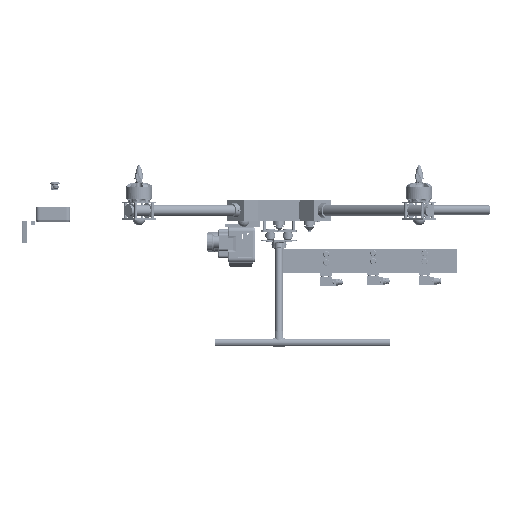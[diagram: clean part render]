
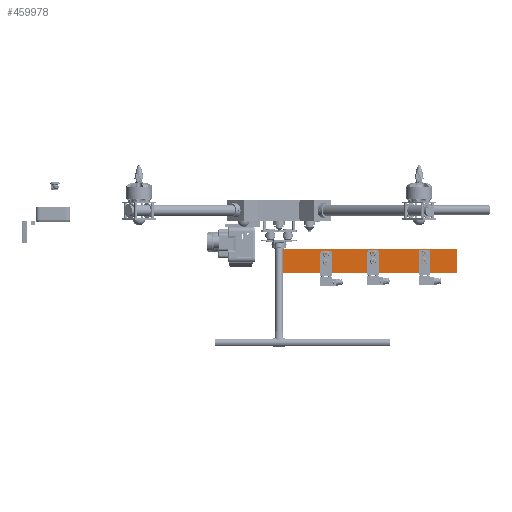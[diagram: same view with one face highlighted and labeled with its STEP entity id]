
A CAD part, left-side view. The second image highlights one B-rep face of the part: STEP entity #459978.
In plain terms, the highlighted planar face has unit normal (-1, 0, 0).
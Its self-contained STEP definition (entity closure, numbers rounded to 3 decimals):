
#459881 = VERTEX_POINT('',#459882);
#459882 = CARTESIAN_POINT('',(-21.5,5.,-88.6));
#459899 = VERTEX_POINT('',#459900);
#459900 = CARTESIAN_POINT('',(-21.5,-305.001,-88.6));
#459906 = EDGE_CURVE('',#459881,#459899,#459907,.T.);
#459907 = LINE('',#459908,#459909);
#459908 = CARTESIAN_POINT('',(-21.5,-5.,-88.6));
#459909 = VECTOR('',#459910,1.);
#459910 = DIRECTION('',(0.,-1.,0.));
#459935 = EDGE_CURVE('',#459936,#459881,#459938,.T.);
#459936 = VERTEX_POINT('',#459937);
#459937 = CARTESIAN_POINT('',(-21.5,5.,-48.6));
#459938 = LINE('',#459939,#459940);
#459939 = CARTESIAN_POINT('',(-21.5,5.,-48.6));
#459940 = VECTOR('',#459941,1.);
#459941 = DIRECTION('',(0.,0.,-1.));
#459978 = ADVANCED_FACE('',(#459979),#459997,.T.);
#459979 = FACE_BOUND('',#459980,.T.);
#459980 = EDGE_LOOP('',(#459981,#459989,#459990,#459991));
#459981 = ORIENTED_EDGE('',*,*,#459982,.F.);
#459982 = EDGE_CURVE('',#459936,#459983,#459985,.T.);
#459983 = VERTEX_POINT('',#459984);
#459984 = CARTESIAN_POINT('',(-21.5,-305.001,-48.6));
#459985 = LINE('',#459986,#459987);
#459986 = CARTESIAN_POINT('',(-21.5,-5.,-48.6));
#459987 = VECTOR('',#459988,1.);
#459988 = DIRECTION('',(0.,-1.,0.));
#459989 = ORIENTED_EDGE('',*,*,#459935,.T.);
#459990 = ORIENTED_EDGE('',*,*,#459906,.T.);
#459991 = ORIENTED_EDGE('',*,*,#459992,.F.);
#459992 = EDGE_CURVE('',#459983,#459899,#459993,.T.);
#459993 = LINE('',#459994,#459995);
#459994 = CARTESIAN_POINT('',(-21.5,-305.001,-86.6));
#459995 = VECTOR('',#459996,1.);
#459996 = DIRECTION('',(0.,0.,-1.));
#459997 = PLANE('',#459998);
#459998 = AXIS2_PLACEMENT_3D('',#459999,#460000,#460001);
#459999 = CARTESIAN_POINT('',(-21.5,-5.,-48.6));
#460000 = DIRECTION('',(-1.,0.,0.));
#460001 = DIRECTION('',(0.,1.,0.));
